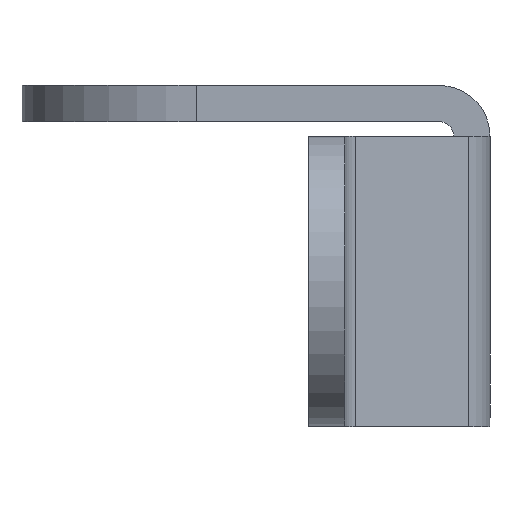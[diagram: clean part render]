
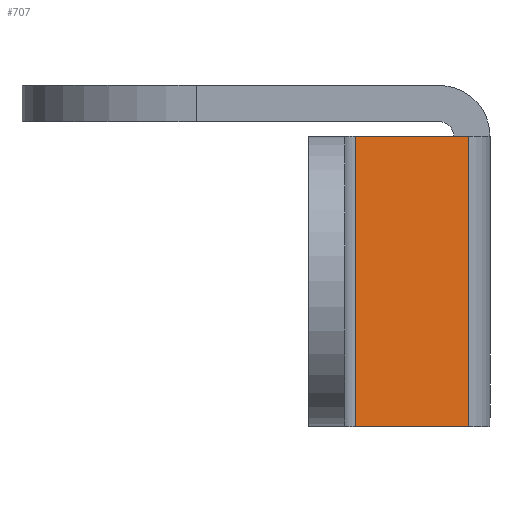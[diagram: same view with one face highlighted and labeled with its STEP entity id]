
A CAD part, left-side view. The second image highlights one B-rep face of the part: STEP entity #707.
In plain terms, the highlighted planar face has unit normal (-0.707, -0.707, 0).
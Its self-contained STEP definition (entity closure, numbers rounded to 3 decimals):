
#7 = CARTESIAN_POINT ( 'NONE',  ( 22.464, 22.464, 46. ) ) ;
#68 = CARTESIAN_POINT ( 'NONE',  ( 42., 2.929, -20. ) ) ;
#152 = EDGE_CURVE ( 'NONE', #1590, #1592, #408, .T. ) ;
#167 = CARTESIAN_POINT ( 'NONE',  ( 42., 2.929, 20. ) ) ;
#205 = DIRECTION ( 'NONE',  ( 0., 0., 1. ) ) ;
#210 = PLANE ( 'NONE',  #216 ) ;
#216 = AXIS2_PLACEMENT_3D ( 'NONE', #7, #797, #1336 ) ;
#295 = EDGE_CURVE ( 'NONE', #868, #575, #1196, .T. ) ;
#408 = LINE ( 'NONE', #1010, #617 ) ;
#414 = DIRECTION ( 'NONE',  ( 0., 0., -1. ) ) ;
#575 = VERTEX_POINT ( 'NONE', #1456 ) ;
#617 = VECTOR ( 'NONE', #1881, 1000. ) ;
#660 = CARTESIAN_POINT ( 'NONE',  ( 26.393, 18.536, -20. ) ) ;
#707 = ADVANCED_FACE ( 'NONE', ( #880 ), #210, .T. ) ;
#797 = DIRECTION ( 'NONE',  ( -0.707, -0.707, 0. ) ) ;
#868 = VERTEX_POINT ( 'NONE', #1903 ) ;
#879 = ORIENTED_EDGE ( 'NONE', *, *, #295, .F. ) ;
#880 = FACE_OUTER_BOUND ( 'NONE', #1088, .T. ) ;
#888 = ORIENTED_EDGE ( 'NONE', *, *, #1392, .T. ) ;
#916 = DIRECTION ( 'NONE',  ( 0.707, -0.707, 0. ) ) ;
#1010 = CARTESIAN_POINT ( 'NONE',  ( 22.464, 22.464, -20. ) ) ;
#1088 = EDGE_LOOP ( 'NONE', ( #1916, #1643, #879, #888 ) ) ;
#1196 = LINE ( 'NONE', #1786, #1636 ) ;
#1223 = LINE ( 'NONE', #167, #1673 ) ;
#1246 = VECTOR ( 'NONE', #414, 1000. ) ;
#1327 = LINE ( 'NONE', #1897, #1246 ) ;
#1336 = DIRECTION ( 'NONE',  ( 0.707, -0.707, 0. ) ) ;
#1392 = EDGE_CURVE ( 'NONE', #868, #1592, #1327, .T. ) ;
#1456 = CARTESIAN_POINT ( 'NONE',  ( 42., 2.929, 20. ) ) ;
#1590 = VERTEX_POINT ( 'NONE', #68 ) ;
#1592 = VERTEX_POINT ( 'NONE', #660 ) ;
#1636 = VECTOR ( 'NONE', #916, 1000. ) ;
#1643 = ORIENTED_EDGE ( 'NONE', *, *, #1765, .T. ) ;
#1673 = VECTOR ( 'NONE', #205, 1000. ) ;
#1765 = EDGE_CURVE ( 'NONE', #1590, #575, #1223, .T. ) ;
#1786 = CARTESIAN_POINT ( 'NONE',  ( 19.964, 24.964, 20. ) ) ;
#1881 = DIRECTION ( 'NONE',  ( -0.707, 0.707, 0. ) ) ;
#1897 = CARTESIAN_POINT ( 'NONE',  ( 26.393, 18.536, -20. ) ) ;
#1903 = CARTESIAN_POINT ( 'NONE',  ( 26.393, 18.536, 20. ) ) ;
#1916 = ORIENTED_EDGE ( 'NONE', *, *, #152, .F. ) ;
